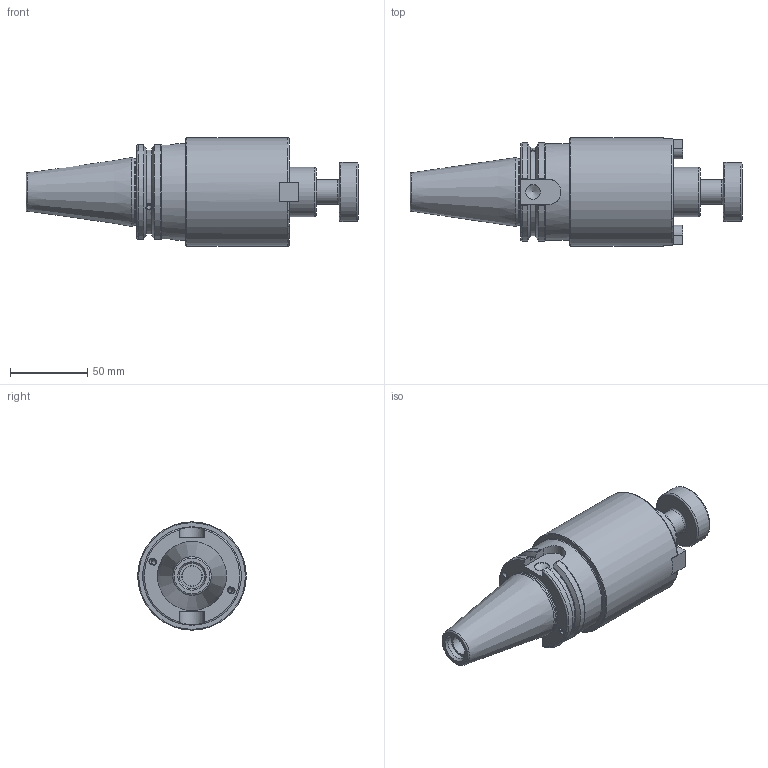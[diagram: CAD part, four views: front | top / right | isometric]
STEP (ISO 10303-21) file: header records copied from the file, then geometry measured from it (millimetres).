
FILE_DESCRIPTION(/* description */ (''),/* implementation_level */ '2;1');
FILE_NAME(/* name */ 'EK317B.stp',/* time_stamp */ '2023-06-12T10:37:52+09:00',/* author */ ('eos'),/* organization */ (''),/* preprocessor_version */ 'ST-DEVELOPER v18.1',/* originating_system */ 'Autodesk Inventor 2022',/* authorisation */ '');
FILE_SCHEMA (('AUTOMOTIVE_DESIGN { 1 0 10303 214 3 1 1 }'));
Products named in the file (5): LO-CAT40ADB-SMA12.7-38; CAT50; #5078; SMA27-DRIV EKEY-SECO; COLLAR BOLT-UNF3_8-24x24L
Assembly tree (4 placements, depth 2):
  LO-CAT40ADB-SMA12.7-38
    CAT50
    SMA27-DRIV EKEY-SECO  x2
    COLLAR BOLT-UNF3_8-24x24L
  #5078
Bounding box: 214.29 x 69.85 x 69.85 mm (x, y, z)
Volume: 423146.4 mm3; surface area: 56049.4 mm2
Topology: 6 solids, 6 shells, 173 faces, 439 edges, 286 vertices
Faces by surface type: plane 84, cylinder 49, cone 20, torus 20
Full cylindrical faces by diameter (mm): 3.242 x8, 3.683 x2, 4 x2, 4.2 x2, 4.826 x2, 5.5 x2, 7.925 x2, 8.7 x2, 9.525 x1, 12.7 x1, 13 x1, 13.386 x1, 14.351 x1, 15.875 x1, 16.3 x1, 16.5 x1, 31.75 x1, 38.1 x1, 43.6 x1, 62.5 x1, 69.85 x1
Entity records: 5047 total; most frequent: CARTESIAN_POINT 1212, DIRECTION 789, ORIENTED_EDGE 756, EDGE_CURVE 378, AXIS2_PLACEMENT_3D 314, VERTEX_POINT 250, EDGE_LOOP 174, LINE 161
